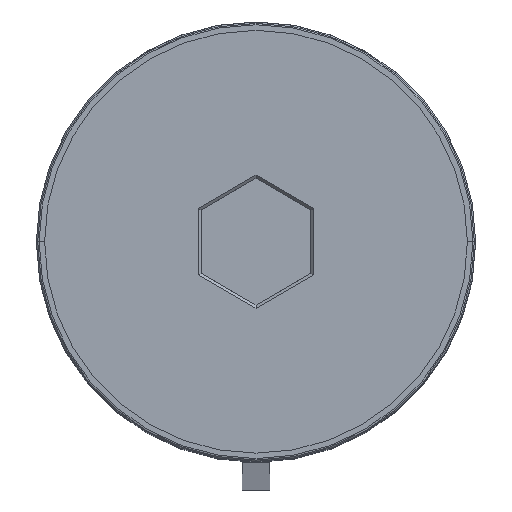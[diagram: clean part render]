
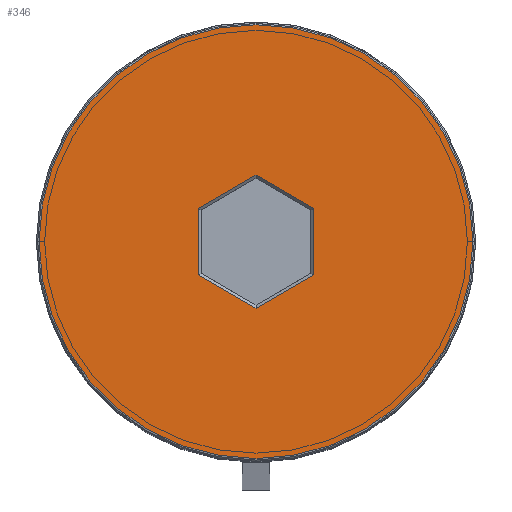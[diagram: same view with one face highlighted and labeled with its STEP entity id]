
A CAD part, top view. The second image highlights one B-rep face of the part: STEP entity #346.
In plain terms, the highlighted planar face has unit normal (0, 0, 1).
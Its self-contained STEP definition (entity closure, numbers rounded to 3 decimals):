
#22 = VERTEX_POINT ( 'NONE', #1375 ) ;
#32 = DIRECTION ( 'NONE',  ( 0., -1., 0. ) ) ;
#50 = ORIENTED_EDGE ( 'NONE', *, *, #341, .T. ) ;
#55 = EDGE_CURVE ( 'NONE', #1510, #470, #1071, .T. ) ;
#91 = EDGE_CURVE ( 'NONE', #477, #92, #1669, .T. ) ;
#92 = VERTEX_POINT ( 'NONE', #1620 ) ;
#99 = CARTESIAN_POINT ( 'NONE',  ( 0., 0., 0. ) ) ;
#151 = CARTESIAN_POINT ( 'NONE',  ( -2.1, -1.212, 0. ) ) ;
#175 = VECTOR ( 'NONE', #345, 1000. ) ;
#193 = CARTESIAN_POINT ( 'NONE',  ( 2.1, -1.155, 0. ) ) ;
#204 = DIRECTION ( 'NONE',  ( 0., 0., 1. ) ) ;
#207 = VECTOR ( 'NONE', #32, 1000. ) ;
#212 = ORIENTED_EDGE ( 'NONE', *, *, #91, .T. ) ;
#239 = VECTOR ( 'NONE', #787, 1000. ) ;
#243 = VECTOR ( 'NONE', #1350, 1000. ) ;
#271 = AXIS2_PLACEMENT_3D ( 'NONE', #99, #739, #958 ) ;
#277 = EDGE_CURVE ( 'NONE', #470, #22, #1207, .T. ) ;
#281 = AXIS2_PLACEMENT_3D ( 'NONE', #1974, #693, #1160 ) ;
#325 = CARTESIAN_POINT ( 'NONE',  ( -2.1, 1.212, 0. ) ) ;
#341 = EDGE_CURVE ( 'NONE', #1873, #509, #1313, .T. ) ;
#345 = DIRECTION ( 'NONE',  ( -0.866, -0.5, 0. ) ) ;
#346 = ADVANCED_FACE ( 'NONE', ( #1963, #523 ), #533, .T. ) ;
#398 = CARTESIAN_POINT ( 'NONE',  ( 2.05, 1.241, 0. ) ) ;
#433 = ORIENTED_EDGE ( 'NONE', *, *, #277, .T. ) ;
#435 = EDGE_CURVE ( 'NONE', #22, #1873, #2020, .T. ) ;
#470 = VERTEX_POINT ( 'NONE', #325 ) ;
#477 = VERTEX_POINT ( 'NONE', #599 ) ;
#509 = VERTEX_POINT ( 'NONE', #1584 ) ;
#515 = EDGE_CURVE ( 'NONE', #1810, #1510, #620, .T. ) ;
#523 = FACE_BOUND ( 'NONE', #1655, .T. ) ;
#533 = PLANE ( 'NONE',  #1577 ) ;
#599 = CARTESIAN_POINT ( 'NONE',  ( 7.9, 0., 0. ) ) ;
#620 = LINE ( 'NONE', #1420, #1983 ) ;
#660 = ORIENTED_EDGE ( 'NONE', *, *, #515, .T. ) ;
#689 = CARTESIAN_POINT ( 'NONE',  ( 0., -2.425, 0. ) ) ;
#693 = DIRECTION ( 'NONE',  ( 0., 0., 1. ) ) ;
#739 = DIRECTION ( 'NONE',  ( 0., 0., 1. ) ) ;
#758 = CARTESIAN_POINT ( 'NONE',  ( -0.05, 2.396, 0. ) ) ;
#787 = DIRECTION ( 'NONE',  ( 0., 1., 0. ) ) ;
#836 = DIRECTION ( 'NONE',  ( 1., 0., 0. ) ) ;
#958 = DIRECTION ( 'NONE',  ( 1., 0., 0. ) ) ;
#998 = VECTOR ( 'NONE', #1390, 1000. ) ;
#1060 = ORIENTED_EDGE ( 'NONE', *, *, #435, .T. ) ;
#1071 = LINE ( 'NONE', #1528, #239 ) ;
#1074 = EDGE_CURVE ( 'NONE', #92, #477, #1112, .T. ) ;
#1085 = DIRECTION ( 'NONE',  ( -0.866, 0.5, 0. ) ) ;
#1109 = CARTESIAN_POINT ( 'NONE',  ( 2.1, 1.212, 0. ) ) ;
#1112 = CIRCLE ( 'NONE', #281, 7.9 ) ;
#1160 = DIRECTION ( 'NONE',  ( 1., 0., 0. ) ) ;
#1207 = LINE ( 'NONE', #758, #998 ) ;
#1313 = LINE ( 'NONE', #193, #207 ) ;
#1348 = EDGE_CURVE ( 'NONE', #509, #1810, #1936, .T. ) ;
#1350 = DIRECTION ( 'NONE',  ( 0.866, -0.5, 0. ) ) ;
#1375 = CARTESIAN_POINT ( 'NONE',  ( 0., 2.425, 0. ) ) ;
#1390 = DIRECTION ( 'NONE',  ( 0.866, 0.5, 0. ) ) ;
#1420 = CARTESIAN_POINT ( 'NONE',  ( -2.05, -1.241, 0. ) ) ;
#1488 = ORIENTED_EDGE ( 'NONE', *, *, #55, .T. ) ;
#1510 = VERTEX_POINT ( 'NONE', #151 ) ;
#1528 = CARTESIAN_POINT ( 'NONE',  ( -2.1, 1.155, 0. ) ) ;
#1577 = AXIS2_PLACEMENT_3D ( 'NONE', #1797, #204, #836 ) ;
#1584 = CARTESIAN_POINT ( 'NONE',  ( 2.1, -1.212, 0. ) ) ;
#1597 = ORIENTED_EDGE ( 'NONE', *, *, #1348, .T. ) ;
#1620 = CARTESIAN_POINT ( 'NONE',  ( -7.9, 0., 0. ) ) ;
#1655 = EDGE_LOOP ( 'NONE', ( #1597, #660, #1488, #433, #1060, #50 ) ) ;
#1669 = CIRCLE ( 'NONE', #271, 7.9 ) ;
#1772 = CARTESIAN_POINT ( 'NONE',  ( 0.05, -2.396, 0. ) ) ;
#1796 = ORIENTED_EDGE ( 'NONE', *, *, #1074, .T. ) ;
#1797 = CARTESIAN_POINT ( 'NONE',  ( 0., 0., 0. ) ) ;
#1810 = VERTEX_POINT ( 'NONE', #689 ) ;
#1873 = VERTEX_POINT ( 'NONE', #1109 ) ;
#1936 = LINE ( 'NONE', #1772, #175 ) ;
#1963 = FACE_OUTER_BOUND ( 'NONE', #2022, .T. ) ;
#1974 = CARTESIAN_POINT ( 'NONE',  ( 0., 0., 0. ) ) ;
#1983 = VECTOR ( 'NONE', #1085, 1000. ) ;
#2020 = LINE ( 'NONE', #398, #243 ) ;
#2022 = EDGE_LOOP ( 'NONE', ( #212, #1796 ) ) ;
